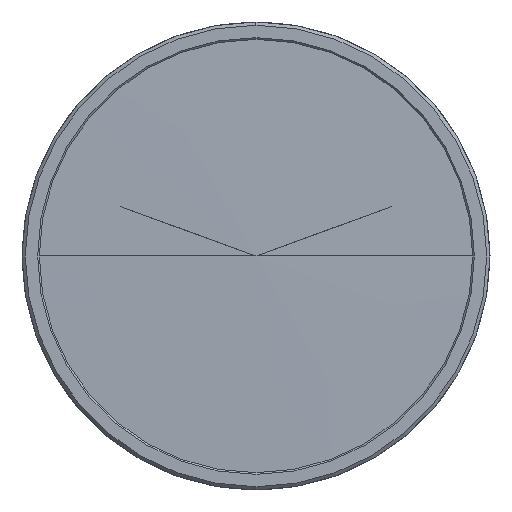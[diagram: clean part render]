
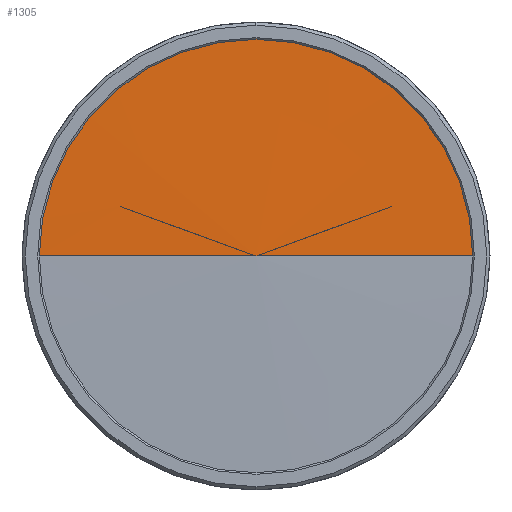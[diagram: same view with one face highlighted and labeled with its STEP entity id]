
A CAD part, left-side view. The second image highlights one B-rep face of the part: STEP entity #1305.
In plain terms, the highlighted conical face has half-angle 89.162 degrees and reference radius 65.75 mm.
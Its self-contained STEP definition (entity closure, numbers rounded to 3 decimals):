
#326 = DIRECTION ( 'NONE',  ( 0.015, 1., 0. ) ) ;
#469 = VERTEX_POINT ( 'NONE', #3865 ) ;
#861 = CARTESIAN_POINT ( 'NONE',  ( 0., 0., 0. ) ) ;
#1141 = CONICAL_SURFACE ( 'NONE', #3175, 65.75, 1.556 ) ;
#1205 = VERTEX_POINT ( 'NONE', #3381 ) ;
#1305 = ADVANCED_FACE ( 'NONE', ( #2297 ), #1141, .T. ) ;
#1576 = ORIENTED_EDGE ( 'NONE', *, *, #5467, .T. ) ;
#1648 = EDGE_CURVE ( 'NONE', #469, #1205, #3923, .T. ) ;
#1932 = DIRECTION ( 'NONE',  ( 1., 0., 0. ) ) ;
#2143 = EDGE_LOOP ( 'NONE', ( #4065, #1576, #3488 ) ) ;
#2209 = VECTOR ( 'NONE', #3896, 1000. ) ;
#2297 = FACE_OUTER_BOUND ( 'NONE', #2143, .T. ) ;
#2568 = DIRECTION ( 'NONE',  ( 0., -1., 0. ) ) ;
#2695 = LINE ( 'NONE', #5132, #4836 ) ;
#2775 = EDGE_CURVE ( 'NONE', #2949, #1205, #2695, .T. ) ;
#2777 = LINE ( 'NONE', #3523, #2209 ) ;
#2949 = VERTEX_POINT ( 'NONE', #861 ) ;
#3175 = AXIS2_PLACEMENT_3D ( 'NONE', #4578, #1932, #3683 ) ;
#3381 = CARTESIAN_POINT ( 'NONE',  ( 0.962, 65.75, 0. ) ) ;
#3488 = ORIENTED_EDGE ( 'NONE', *, *, #1648, .T. ) ;
#3523 = CARTESIAN_POINT ( 'NONE',  ( 0.962, -65.75, 0. ) ) ;
#3683 = DIRECTION ( 'NONE',  ( 0., 1., 0. ) ) ;
#3865 = CARTESIAN_POINT ( 'NONE',  ( 0.962, -65.75, 0. ) ) ;
#3896 = DIRECTION ( 'NONE',  ( 0.015, -1., 0. ) ) ;
#3923 = CIRCLE ( 'NONE', #4809, 65.75 ) ;
#3932 = DIRECTION ( 'NONE',  ( -1., 0., 0. ) ) ;
#4065 = ORIENTED_EDGE ( 'NONE', *, *, #2775, .F. ) ;
#4578 = CARTESIAN_POINT ( 'NONE',  ( 0.962, 0., 0. ) ) ;
#4757 = CARTESIAN_POINT ( 'NONE',  ( 0.962, 0., 0. ) ) ;
#4809 = AXIS2_PLACEMENT_3D ( 'NONE', #4757, #3932, #2568 ) ;
#4836 = VECTOR ( 'NONE', #326, 1000. ) ;
#5132 = CARTESIAN_POINT ( 'NONE',  ( 0.962, 65.75, 0. ) ) ;
#5467 = EDGE_CURVE ( 'NONE', #2949, #469, #2777, .T. ) ;
